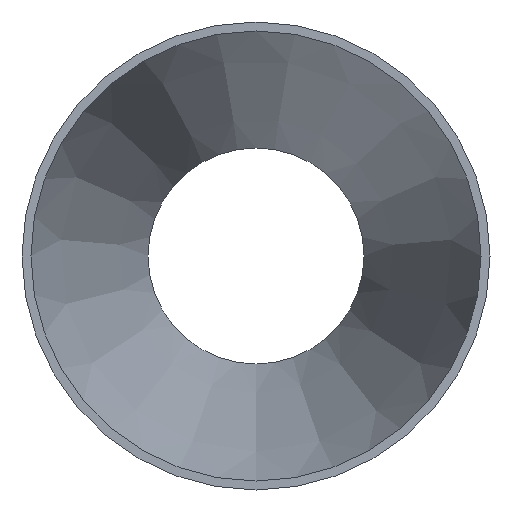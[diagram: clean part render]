
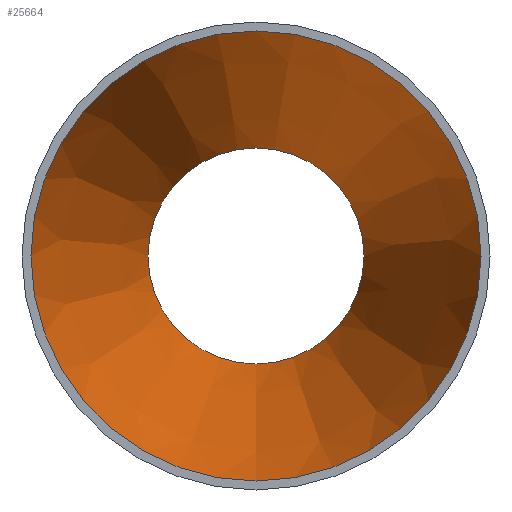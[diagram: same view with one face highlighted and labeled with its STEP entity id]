
A CAD part, front view. The second image highlights one B-rep face of the part: STEP entity #25664.
In plain terms, the highlighted conical face has half-angle 15.11 degrees and reference radius 51.928 mm.
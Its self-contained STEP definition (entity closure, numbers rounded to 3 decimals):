
#1768 = AXIS2_PLACEMENT_3D ( 'NONE', #9544, #21895, #13995 ) ;
#2157 = VERTEX_POINT ( 'NONE', #10447 ) ;
#3095 = EDGE_CURVE ( 'NONE', #14369, #14369, #9503, .T. ) ;
#5165 = CARTESIAN_POINT ( 'NONE',  ( 0., 100., 0. ) ) ;
#5354 = FACE_BOUND ( 'NONE', #6315, .T. ) ;
#5475 = CARTESIAN_POINT ( 'NONE',  ( 0., 0., 0. ) ) ;
#6315 = EDGE_LOOP ( 'NONE', ( #12103 ) ) ;
#7212 = DIRECTION ( 'NONE',  ( 0., 0., -1. ) ) ;
#7428 = CONICAL_SURFACE ( 'NONE', #1768, 51.928, 0.264 ) ;
#7514 = DIRECTION ( 'NONE',  ( 0., 0., -1. ) ) ;
#9234 = DIRECTION ( 'NONE',  ( 0., -1., 0. ) ) ;
#9503 = CIRCLE ( 'NONE', #15125, 24.928 ) ;
#9544 = CARTESIAN_POINT ( 'NONE',  ( 0., 0., 0. ) ) ;
#10447 = CARTESIAN_POINT ( 'NONE',  ( 0., 0., -51.928 ) ) ;
#11691 = FACE_OUTER_BOUND ( 'NONE', #24901, .T. ) ;
#12103 = ORIENTED_EDGE ( 'NONE', *, *, #3095, .F. ) ;
#12475 = CARTESIAN_POINT ( 'NONE',  ( 0., 100., -24.928 ) ) ;
#13995 = DIRECTION ( 'NONE',  ( 0., 0., -1. ) ) ;
#14369 = VERTEX_POINT ( 'NONE', #12475 ) ;
#15125 = AXIS2_PLACEMENT_3D ( 'NONE', #5165, #9234, #7212 ) ;
#17493 = EDGE_CURVE ( 'NONE', #2157, #2157, #18327, .T. ) ;
#18327 = CIRCLE ( 'NONE', #19717, 51.928 ) ;
#19717 = AXIS2_PLACEMENT_3D ( 'NONE', #5475, #26077, #7514 ) ;
#21895 = DIRECTION ( 'NONE',  ( 0., -1., 0. ) ) ;
#24901 = EDGE_LOOP ( 'NONE', ( #25044 ) ) ;
#25044 = ORIENTED_EDGE ( 'NONE', *, *, #17493, .T. ) ;
#25664 = ADVANCED_FACE ( 'NONE', ( #5354, #11691 ), #7428, .F. ) ;
#26077 = DIRECTION ( 'NONE',  ( 0., -1., 0. ) ) ;
